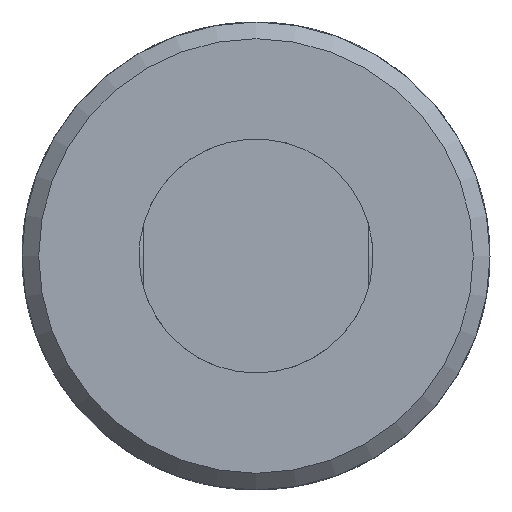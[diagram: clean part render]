
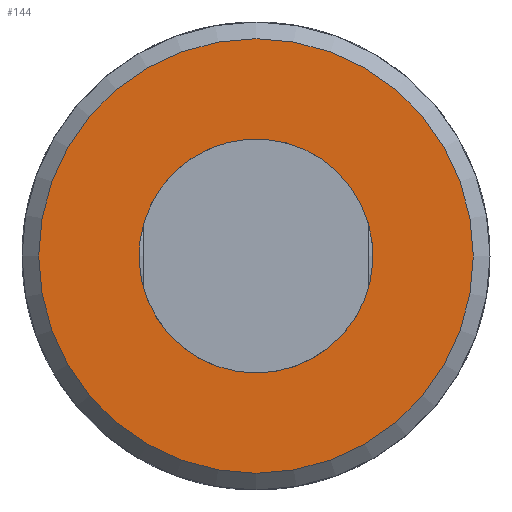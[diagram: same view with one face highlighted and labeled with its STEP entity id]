
A CAD part, left-side view. The second image highlights one B-rep face of the part: STEP entity #144.
In plain terms, the highlighted planar face has unit normal (-1, 0, 0).
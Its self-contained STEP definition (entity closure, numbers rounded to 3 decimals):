
#144 = ADVANCED_FACE( '', ( #280, #281 ), #282, .F. );
#280 = FACE_OUTER_BOUND( '', #426, .T. );
#281 = FACE_BOUND( '', #427, .T. );
#282 = PLANE( '', #428 );
#426 = EDGE_LOOP( '', ( #618 ) );
#427 = EDGE_LOOP( '', ( #619 ) );
#428 = AXIS2_PLACEMENT_3D( '', #620, #621, #622 );
#618 = ORIENTED_EDGE( '', *, *, #804, .F. );
#619 = ORIENTED_EDGE( '', *, *, #831, .T. );
#620 = CARTESIAN_POINT( '', ( 0., 0., 0. ) );
#621 = DIRECTION( '', ( 1., 0., 0. ) );
#622 = DIRECTION( '', ( 0., 0., -1. ) );
#804 = EDGE_CURVE( '', #921, #921, #922, .T. );
#831 = EDGE_CURVE( '', #962, #962, #963, .T. );
#921 = VERTEX_POINT( '', #1145 );
#922 = CIRCLE( '', #1146, 13. );
#962 = VERTEX_POINT( '', #1201 );
#963 = CIRCLE( '', #1202, 7. );
#1145 = CARTESIAN_POINT( '', ( 0., 0., -13. ) );
#1146 = AXIS2_PLACEMENT_3D( '', #1606, #1607, #1608 );
#1201 = CARTESIAN_POINT( '', ( 0., 0., -7. ) );
#1202 = AXIS2_PLACEMENT_3D( '', #1633, #1634, #1635 );
#1606 = CARTESIAN_POINT( '', ( 0., 0., 0. ) );
#1607 = DIRECTION( '', ( 1., 0., 0. ) );
#1608 = DIRECTION( '', ( 0., 0., -1. ) );
#1633 = CARTESIAN_POINT( '', ( 0., 0., 0. ) );
#1634 = DIRECTION( '', ( 1., 0., 0. ) );
#1635 = DIRECTION( '', ( 0., 0., -1. ) );
